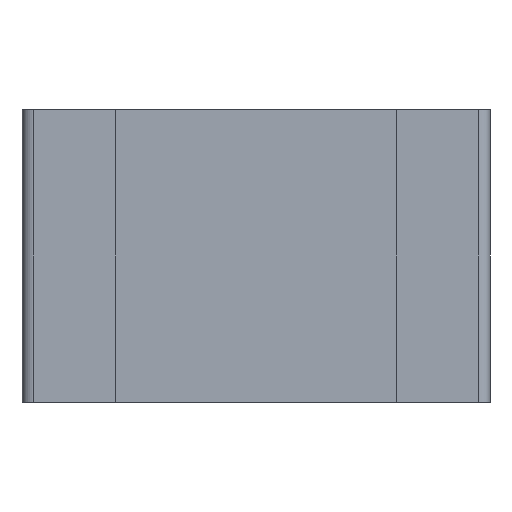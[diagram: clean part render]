
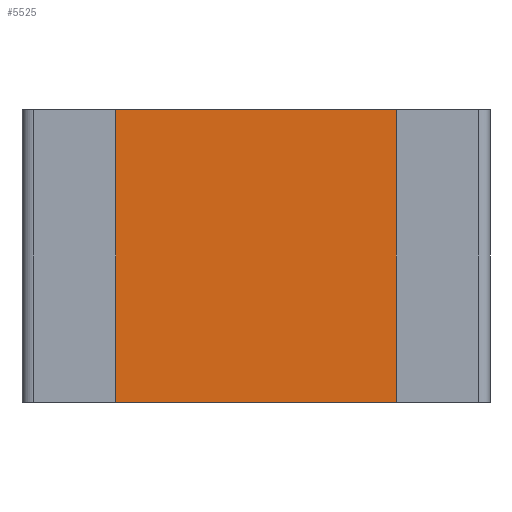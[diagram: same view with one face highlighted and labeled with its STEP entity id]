
A CAD part, front view. The second image highlights one B-rep face of the part: STEP entity #5525.
In plain terms, the highlighted planar face has unit normal (0, -1, 0).
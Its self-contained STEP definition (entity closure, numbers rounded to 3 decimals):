
#19 = CARTESIAN_POINT ( 'NONE',  ( -0.95, 0.05, -0.625 ) ) ;
#435 = DIRECTION ( 'NONE',  ( 0., 0., 1. ) ) ;
#853 = LINE ( 'NONE', #2156, #5321 ) ;
#882 = ORIENTED_EDGE ( 'NONE', *, *, #2298, .F. ) ;
#1154 = CARTESIAN_POINT ( 'NONE',  ( -0.95, 0.05, 0.625 ) ) ;
#1409 = DIRECTION ( 'NONE',  ( 0., 0., 1. ) ) ;
#1642 = DIRECTION ( 'NONE',  ( -1., 0., 0. ) ) ;
#1671 = EDGE_LOOP ( 'NONE', ( #1719, #4291, #882, #3938 ) ) ;
#1719 = ORIENTED_EDGE ( 'NONE', *, *, #2973, .F. ) ;
#1858 = VERTEX_POINT ( 'NONE', #5453 ) ;
#2156 = CARTESIAN_POINT ( 'NONE',  ( 0.95, 0.05, -0.625 ) ) ;
#2298 = EDGE_CURVE ( 'NONE', #1858, #3158, #853, .T. ) ;
#2395 = CARTESIAN_POINT ( 'NONE',  ( 0.95, 0.05, -0.625 ) ) ;
#2780 = AXIS2_PLACEMENT_3D ( 'NONE', #3092, #3127, #435 ) ;
#2896 = VERTEX_POINT ( 'NONE', #3374 ) ;
#2973 = EDGE_CURVE ( 'NONE', #2896, #4530, #4252, .T. ) ;
#3092 = CARTESIAN_POINT ( 'NONE',  ( 0., 0.05, 0. ) ) ;
#3127 = DIRECTION ( 'NONE',  ( 0., 1., 0. ) ) ;
#3158 = VERTEX_POINT ( 'NONE', #2395 ) ;
#3333 = VECTOR ( 'NONE', #1642, 1000. ) ;
#3374 = CARTESIAN_POINT ( 'NONE',  ( -0.95, 0.05, -0.625 ) ) ;
#3616 = CARTESIAN_POINT ( 'NONE',  ( -0.95, 0.05, 0.625 ) ) ;
#3875 = CARTESIAN_POINT ( 'NONE',  ( -0.95, 0.05, -0.625 ) ) ;
#3917 = LINE ( 'NONE', #1154, #4510 ) ;
#3938 = ORIENTED_EDGE ( 'NONE', *, *, #5189, .F. ) ;
#3972 = FACE_OUTER_BOUND ( 'NONE', #1671, .T. ) ;
#4252 = LINE ( 'NONE', #19, #5542 ) ;
#4291 = ORIENTED_EDGE ( 'NONE', *, *, #5506, .F. ) ;
#4510 = VECTOR ( 'NONE', #5344, 1000. ) ;
#4530 = VERTEX_POINT ( 'NONE', #3616 ) ;
#5189 = EDGE_CURVE ( 'NONE', #4530, #1858, #3917, .T. ) ;
#5321 = VECTOR ( 'NONE', #5449, 1000. ) ;
#5344 = DIRECTION ( 'NONE',  ( 1., 0., 0. ) ) ;
#5449 = DIRECTION ( 'NONE',  ( 0., 0., -1. ) ) ;
#5453 = CARTESIAN_POINT ( 'NONE',  ( 0.95, 0.05, 0.625 ) ) ;
#5506 = EDGE_CURVE ( 'NONE', #3158, #2896, #5841, .T. ) ;
#5525 = ADVANCED_FACE ( 'NONE', ( #3972 ), #5809, .F. ) ;
#5542 = VECTOR ( 'NONE', #1409, 1000. ) ;
#5809 = PLANE ( 'NONE',  #2780 ) ;
#5841 = LINE ( 'NONE', #3875, #3333 ) ;
